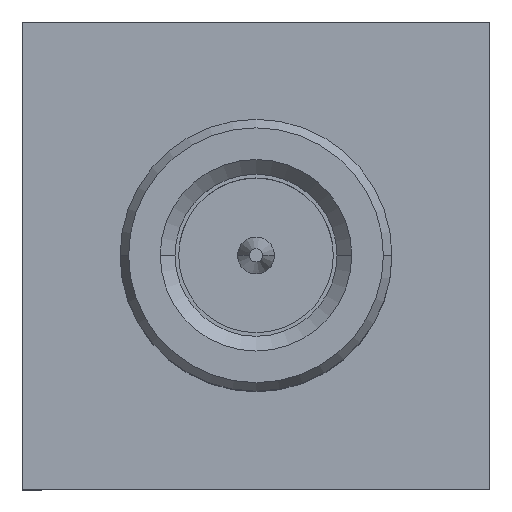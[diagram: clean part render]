
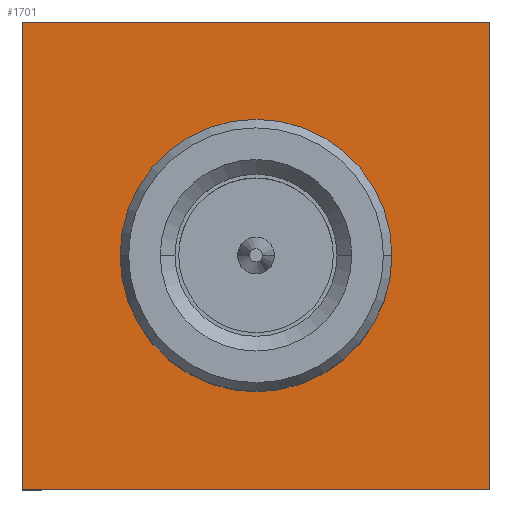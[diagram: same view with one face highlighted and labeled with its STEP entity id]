
A CAD part, top view. The second image highlights one B-rep face of the part: STEP entity #1701.
In plain terms, the highlighted planar face has unit normal (0, 0, 1).
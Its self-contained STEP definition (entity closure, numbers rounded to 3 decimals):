
#45 = CARTESIAN_POINT ( 'NONE',  ( -3.175, 3.175, -5.05 ) ) ;
#46 = CARTESIAN_POINT ( 'NONE',  ( 3.175, 3.175, -5.05 ) ) ;
#100 = VERTEX_POINT ( 'NONE', #433 ) ;
#119 = VERTEX_POINT ( 'NONE', #458 ) ;
#132 = EDGE_CURVE ( 'NONE', #100, #119, #1549, .T. ) ;
#171 = CARTESIAN_POINT ( 'NONE',  ( 3.175, 3.175, -5.05 ) ) ;
#181 = DIRECTION ( 'NONE',  ( 0., 0., 1. ) ) ;
#186 = DIRECTION ( 'NONE',  ( 1., 0., 0. ) ) ;
#197 = PLANE ( 'NONE',  #3148 ) ;
#237 = LINE ( 'NONE', #1632, #3114 ) ;
#246 = LINE ( 'NONE', #1652, #3121 ) ;
#265 = FACE_OUTER_BOUND ( 'NONE', #879, .T. ) ;
#266 = FACE_BOUND ( 'NONE', #895, .T. ) ;
#433 = CARTESIAN_POINT ( 'NONE',  ( 1.845, 0., -5.05 ) ) ;
#458 = CARTESIAN_POINT ( 'NONE',  ( -1.845, 0., -5.05 ) ) ;
#522 = CARTESIAN_POINT ( 'NONE',  ( 0., 0., -5.05 ) ) ;
#530 = DIRECTION ( 'NONE',  ( 0., 0., 1. ) ) ;
#531 = DIRECTION ( 'NONE',  ( 1., 0., 0. ) ) ;
#849 = EDGE_CURVE ( 'NONE', #3737, #1371, #2519, .T. ) ;
#852 = EDGE_CURVE ( 'NONE', #119, #100, #2808, .T. ) ;
#853 = EDGE_CURVE ( 'NONE', #3735, #3737, #2520, .T. ) ;
#879 = EDGE_LOOP ( 'NONE', ( #3536, #3556, #3560, #3592 ) ) ;
#895 = EDGE_LOOP ( 'NONE', ( #3577, #3563 ) ) ;
#1357 = VERTEX_POINT ( 'NONE', #2662 ) ;
#1371 = VERTEX_POINT ( 'NONE', #1640 ) ;
#1420 = EDGE_CURVE ( 'NONE', #1357, #3735, #237, .T. ) ;
#1425 = EDGE_CURVE ( 'NONE', #1371, #1357, #246, .T. ) ;
#1549 = CIRCLE ( 'NONE', #1551, 1.845 ) ;
#1551 = AXIS2_PLACEMENT_3D ( 'NONE', #522, #530, #531 ) ;
#1632 = CARTESIAN_POINT ( 'NONE',  ( -3.175, 3.175, -5.05 ) ) ;
#1634 = DIRECTION ( 'NONE',  ( 0., 1., 0. ) ) ;
#1637 = DIRECTION ( 'NONE',  ( -1., 0., 0. ) ) ;
#1640 = CARTESIAN_POINT ( 'NONE',  ( 3.175, -3.175, -5.05 ) ) ;
#1652 = CARTESIAN_POINT ( 'NONE',  ( -3.175, -3.175, -5.05 ) ) ;
#1701 = ADVANCED_FACE ( 'NONE', ( #265, #266 ), #197, .T. ) ;
#1717 = DIRECTION ( 'NONE',  ( 0., 0., 1. ) ) ;
#1727 = DIRECTION ( 'NONE',  ( 1., 0., 0. ) ) ;
#1739 = CARTESIAN_POINT ( 'NONE',  ( 3.175, 3.175, -5.05 ) ) ;
#1749 = DIRECTION ( 'NONE',  ( 0., -1., 0. ) ) ;
#1755 = CARTESIAN_POINT ( 'NONE',  ( 3.175, -3.175, -5.05 ) ) ;
#1912 = CARTESIAN_POINT ( 'NONE',  ( 0., 0., -5.05 ) ) ;
#1914 = DIRECTION ( 'NONE',  ( 1., 0., 0. ) ) ;
#2519 = LINE ( 'NONE', #1755, #2816 ) ;
#2520 = LINE ( 'NONE', #1739, #2822 ) ;
#2662 = CARTESIAN_POINT ( 'NONE',  ( -3.175, -3.175, -5.05 ) ) ;
#2808 = CIRCLE ( 'NONE', #2821, 1.845 ) ;
#2816 = VECTOR ( 'NONE', #1749, 1000. ) ;
#2821 = AXIS2_PLACEMENT_3D ( 'NONE', #1912, #1717, #1727 ) ;
#2822 = VECTOR ( 'NONE', #1914, 1000. ) ;
#3114 = VECTOR ( 'NONE', #1634, 1000. ) ;
#3121 = VECTOR ( 'NONE', #1637, 1000. ) ;
#3148 = AXIS2_PLACEMENT_3D ( 'NONE', #171, #181, #186 ) ;
#3536 = ORIENTED_EDGE ( 'NONE', *, *, #849, .F. ) ;
#3556 = ORIENTED_EDGE ( 'NONE', *, *, #853, .F. ) ;
#3560 = ORIENTED_EDGE ( 'NONE', *, *, #1420, .F. ) ;
#3563 = ORIENTED_EDGE ( 'NONE', *, *, #852, .F. ) ;
#3577 = ORIENTED_EDGE ( 'NONE', *, *, #132, .F. ) ;
#3592 = ORIENTED_EDGE ( 'NONE', *, *, #1425, .F. ) ;
#3735 = VERTEX_POINT ( 'NONE', #45 ) ;
#3737 = VERTEX_POINT ( 'NONE', #46 ) ;
